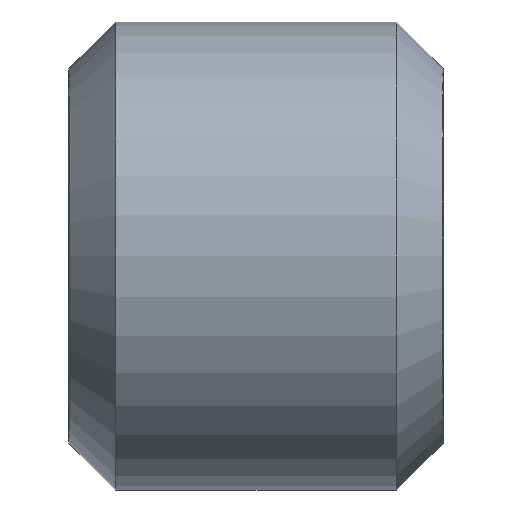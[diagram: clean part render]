
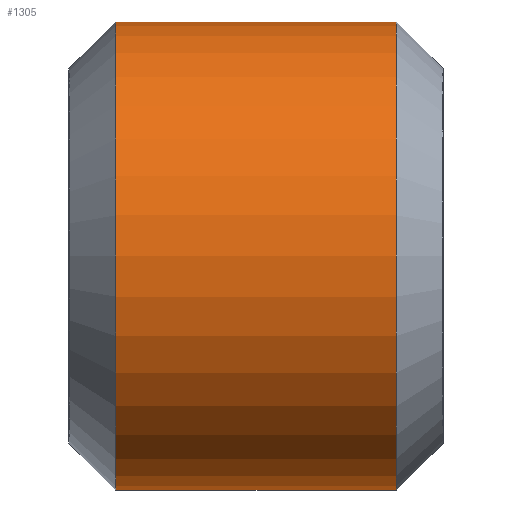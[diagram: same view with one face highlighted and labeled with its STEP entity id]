
A CAD part, front view. The second image highlights one B-rep face of the part: STEP entity #1305.
In plain terms, the highlighted cylindrical face has radius 5 mm (diameter 10 mm), a partial arc.
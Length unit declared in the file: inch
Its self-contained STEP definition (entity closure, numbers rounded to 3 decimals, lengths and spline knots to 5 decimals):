
#61 = CARTESIAN_POINT ( 'NONE',  ( 0., 0., 0. ) ) ;
#69 = CARTESIAN_POINT ( 'NONE',  ( -0.11811, 0., -0.19685 ) ) ;
#83 = LINE ( 'NONE', #114, #1470 ) ;
#114 = CARTESIAN_POINT ( 'NONE',  ( 0., 0., 0.19685 ) ) ;
#172 = VERTEX_POINT ( 'NONE', #69 ) ;
#324 = DIRECTION ( 'NONE',  ( -1., 0., 0. ) ) ;
#459 = CARTESIAN_POINT ( 'NONE',  ( 0., 0., -0.19685 ) ) ;
#524 = DIRECTION ( 'NONE',  ( 0., 0., 1. ) ) ;
#529 = CARTESIAN_POINT ( 'NONE',  ( -0.11811, 0., 0.19685 ) ) ;
#564 = CARTESIAN_POINT ( 'NONE',  ( 0.11811, 0., -0.19685 ) ) ;
#642 = CARTESIAN_POINT ( 'NONE',  ( 0.11811, 0., 0.19685 ) ) ;
#664 = AXIS2_PLACEMENT_3D ( 'NONE', #1992, #2726, #2053 ) ;
#765 = DIRECTION ( 'NONE',  ( 0., 0., 1. ) ) ;
#958 = VERTEX_POINT ( 'NONE', #642 ) ;
#969 = CARTESIAN_POINT ( 'NONE',  ( 0.11811, 0., 0. ) ) ;
#1116 = EDGE_CURVE ( 'NONE', #2066, #172, #1459, .T. ) ;
#1169 = EDGE_CURVE ( 'NONE', #172, #2561, #2166, .T. ) ;
#1207 = EDGE_LOOP ( 'NONE', ( #2727, #2184, #1599, #2014 ) ) ;
#1260 = CYLINDRICAL_SURFACE ( 'NONE', #1559, 0.19685 ) ;
#1305 = ADVANCED_FACE ( 'NONE', ( #2816 ), #1260, .T. ) ;
#1459 = LINE ( 'NONE', #459, #2364 ) ;
#1470 = VECTOR ( 'NONE', #2569, 39.37008 ) ;
#1559 = AXIS2_PLACEMENT_3D ( 'NONE', #61, #324, #524 ) ;
#1599 = ORIENTED_EDGE ( 'NONE', *, *, #1784, .T. ) ;
#1731 = CIRCLE ( 'NONE', #1999, 0.19685 ) ;
#1784 = EDGE_CURVE ( 'NONE', #958, #2561, #83, .T. ) ;
#1932 = EDGE_CURVE ( 'NONE', #2066, #958, #1731, .T. ) ;
#1992 = CARTESIAN_POINT ( 'NONE',  ( -0.11811, 0., 0. ) ) ;
#1999 = AXIS2_PLACEMENT_3D ( 'NONE', #969, #2082, #765 ) ;
#2014 = ORIENTED_EDGE ( 'NONE', *, *, #1169, .F. ) ;
#2053 = DIRECTION ( 'NONE',  ( 0., 0., 1. ) ) ;
#2066 = VERTEX_POINT ( 'NONE', #564 ) ;
#2082 = DIRECTION ( 'NONE',  ( -1., 0., 0. ) ) ;
#2166 = CIRCLE ( 'NONE', #664, 0.19685 ) ;
#2184 = ORIENTED_EDGE ( 'NONE', *, *, #1932, .T. ) ;
#2364 = VECTOR ( 'NONE', #2713, 39.37008 ) ;
#2561 = VERTEX_POINT ( 'NONE', #529 ) ;
#2569 = DIRECTION ( 'NONE',  ( -1., 0., 0. ) ) ;
#2713 = DIRECTION ( 'NONE',  ( -1., 0., 0. ) ) ;
#2726 = DIRECTION ( 'NONE',  ( -1., 0., 0. ) ) ;
#2727 = ORIENTED_EDGE ( 'NONE', *, *, #1116, .F. ) ;
#2816 = FACE_OUTER_BOUND ( 'NONE', #1207, .T. ) ;
